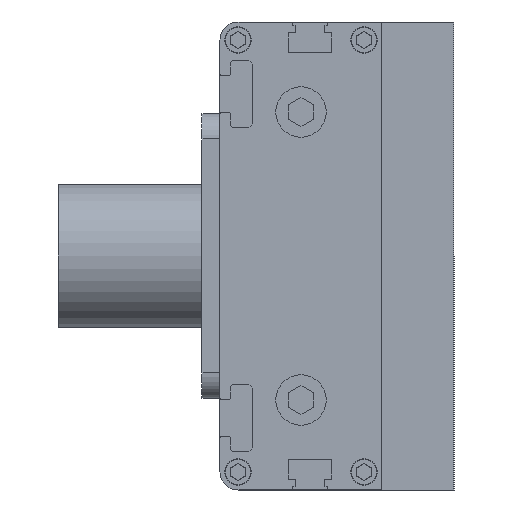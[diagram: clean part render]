
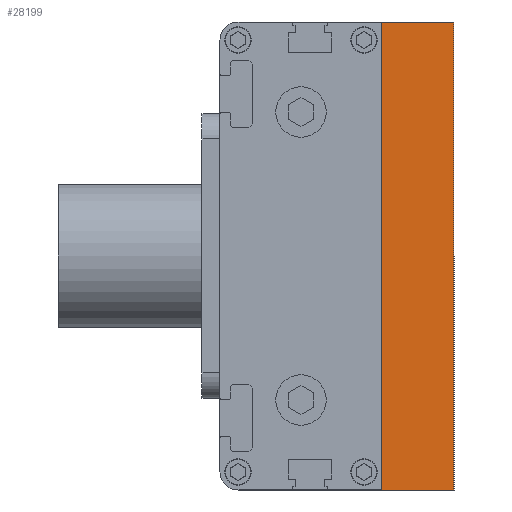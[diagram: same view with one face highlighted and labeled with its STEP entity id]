
A CAD part, left-side view. The second image highlights one B-rep face of the part: STEP entity #28199.
In plain terms, the highlighted planar face has unit normal (-1, 0, 0).
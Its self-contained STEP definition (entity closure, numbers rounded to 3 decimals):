
#1047 = CARTESIAN_POINT ( 'NONE',  ( -743., 0., 65. ) ) ;
#1768 = FACE_OUTER_BOUND ( 'NONE', #34785, .T. ) ;
#1881 = VECTOR ( 'NONE', #7729, 1000. ) ;
#3157 = ORIENTED_EDGE ( 'NONE', *, *, #32559, .F. ) ;
#4756 = ORIENTED_EDGE ( 'NONE', *, *, #27101, .T. ) ;
#4891 = LINE ( 'NONE', #5081, #13671 ) ;
#5081 = CARTESIAN_POINT ( 'NONE',  ( -743., -20., -65. ) ) ;
#5209 = DIRECTION ( 'NONE',  ( 0., 0., -1. ) ) ;
#7063 = ORIENTED_EDGE ( 'NONE', *, *, #19281, .T. ) ;
#7379 = AXIS2_PLACEMENT_3D ( 'NONE', #19726, #31368, #5209 ) ;
#7729 = DIRECTION ( 'NONE',  ( 0., 1., 0. ) ) ;
#9558 = DIRECTION ( 'NONE',  ( 0., 0., -1. ) ) ;
#10005 = CARTESIAN_POINT ( 'NONE',  ( -743., -20., 65. ) ) ;
#10159 = ORIENTED_EDGE ( 'NONE', *, *, #23838, .F. ) ;
#13671 = VECTOR ( 'NONE', #37545, 1000. ) ;
#14220 = LINE ( 'NONE', #25869, #1881 ) ;
#16715 = CARTESIAN_POINT ( 'NONE',  ( -743., 0., -65. ) ) ;
#18161 = CARTESIAN_POINT ( 'NONE',  ( -743., 0., 65. ) ) ;
#19281 = EDGE_CURVE ( 'NONE', #33309, #32343, #35546, .T. ) ;
#19726 = CARTESIAN_POINT ( 'NONE',  ( -743., -20., 65. ) ) ;
#20294 = VECTOR ( 'NONE', #22038, 1000. ) ;
#20547 = VERTEX_POINT ( 'NONE', #37569 ) ;
#20676 = VERTEX_POINT ( 'NONE', #20777 ) ;
#20777 = CARTESIAN_POINT ( 'NONE',  ( -743., -20., -65. ) ) ;
#22038 = DIRECTION ( 'NONE',  ( 0., 0., -1. ) ) ;
#23616 = VECTOR ( 'NONE', #9558, 1000. ) ;
#23838 = EDGE_CURVE ( 'NONE', #20676, #32343, #4891, .T. ) ;
#25869 = CARTESIAN_POINT ( 'NONE',  ( -743., -20., 65. ) ) ;
#27101 = EDGE_CURVE ( 'NONE', #20547, #33309, #14220, .T. ) ;
#28199 = ADVANCED_FACE ( 'NONE', ( #1768 ), #34235, .F. ) ;
#31368 = DIRECTION ( 'NONE',  ( 1., 0., 0. ) ) ;
#32343 = VERTEX_POINT ( 'NONE', #16715 ) ;
#32559 = EDGE_CURVE ( 'NONE', #20547, #20676, #33877, .T. ) ;
#33309 = VERTEX_POINT ( 'NONE', #1047 ) ;
#33877 = LINE ( 'NONE', #10005, #20294 ) ;
#34235 = PLANE ( 'NONE',  #7379 ) ;
#34785 = EDGE_LOOP ( 'NONE', ( #7063, #10159, #3157, #4756 ) ) ;
#35546 = LINE ( 'NONE', #18161, #23616 ) ;
#37545 = DIRECTION ( 'NONE',  ( 0., 1., 0. ) ) ;
#37569 = CARTESIAN_POINT ( 'NONE',  ( -743., -20., 65. ) ) ;
